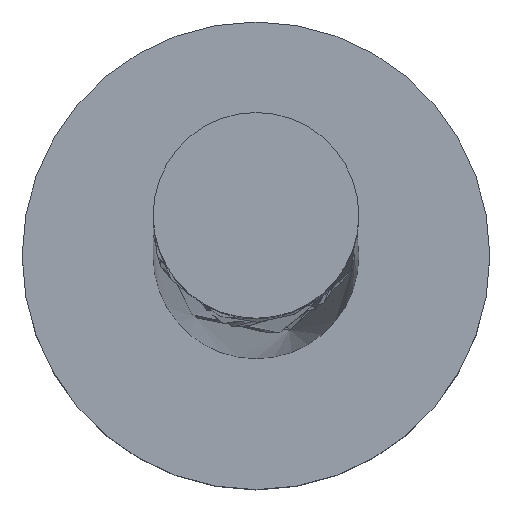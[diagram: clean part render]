
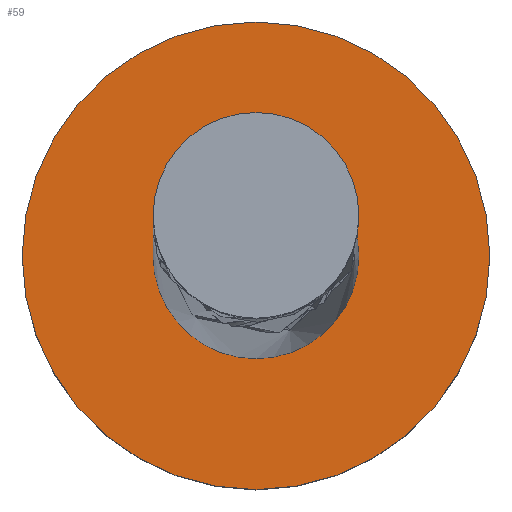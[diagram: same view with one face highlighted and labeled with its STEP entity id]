
A CAD part, top view. The second image highlights one B-rep face of the part: STEP entity #59.
In plain terms, the highlighted planar face has unit normal (0, 0, 1).
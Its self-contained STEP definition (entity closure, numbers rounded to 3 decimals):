
#59 = ADVANCED_FACE ( 'NONE', ( #1427, #758 ), #751, .T. ) ;
#124 = DIRECTION ( 'NONE',  ( 1., 0., 0. ) ) ;
#172 = CARTESIAN_POINT ( 'NONE',  ( 0., 0., 2. ) ) ;
#188 = ORIENTED_EDGE ( 'NONE', *, *, #762, .T. ) ;
#252 = EDGE_LOOP ( 'NONE', ( #188, #303 ) ) ;
#275 = ORIENTED_EDGE ( 'NONE', *, *, #1431, .F. ) ;
#303 = ORIENTED_EDGE ( 'NONE', *, *, #906, .T. ) ;
#444 = CIRCLE ( 'NONE', #935, 1.1 ) ;
#450 = VERTEX_POINT ( 'NONE', #945 ) ;
#453 = DIRECTION ( 'NONE',  ( 1., 0., 0. ) ) ;
#491 = CARTESIAN_POINT ( 'NONE',  ( 0., 0., 2. ) ) ;
#498 = VERTEX_POINT ( 'NONE', #1508 ) ;
#544 = DIRECTION ( 'NONE',  ( 0., 0., 1. ) ) ;
#571 = DIRECTION ( 'NONE',  ( 0., 0., 1. ) ) ;
#616 = CIRCLE ( 'NONE', #1681, 2.5 ) ;
#628 = DIRECTION ( 'NONE',  ( 0., 0., 1. ) ) ;
#731 = EDGE_LOOP ( 'NONE', ( #887, #275 ) ) ;
#743 = DIRECTION ( 'NONE',  ( 1., 0., 0. ) ) ;
#751 = PLANE ( 'NONE',  #1455 ) ;
#758 = FACE_OUTER_BOUND ( 'NONE', #252, .T. ) ;
#762 = EDGE_CURVE ( 'NONE', #498, #450, #1133, .T. ) ;
#819 = AXIS2_PLACEMENT_3D ( 'NONE', #1049, #1586, #923 ) ;
#887 = ORIENTED_EDGE ( 'NONE', *, *, #1023, .F. ) ;
#889 = CARTESIAN_POINT ( 'NONE',  ( 1.1, 0., 2. ) ) ;
#906 = EDGE_CURVE ( 'NONE', #450, #498, #616, .T. ) ;
#923 = DIRECTION ( 'NONE',  ( 1., 0., 0. ) ) ;
#935 = AXIS2_PLACEMENT_3D ( 'NONE', #1140, #1015, #743 ) ;
#941 = CARTESIAN_POINT ( 'NONE',  ( -1.1, 0., 2. ) ) ;
#945 = CARTESIAN_POINT ( 'NONE',  ( 2.5, 0., 2. ) ) ;
#1011 = CARTESIAN_POINT ( 'NONE',  ( 0., 0., 2. ) ) ;
#1015 = DIRECTION ( 'NONE',  ( 0., 0., 1. ) ) ;
#1023 = EDGE_CURVE ( 'NONE', #1663, #1153, #444, .T. ) ;
#1049 = CARTESIAN_POINT ( 'NONE',  ( 0., 0., 2. ) ) ;
#1133 = CIRCLE ( 'NONE', #1290, 2.5 ) ;
#1140 = CARTESIAN_POINT ( 'NONE',  ( 0., 0., 2. ) ) ;
#1152 = DIRECTION ( 'NONE',  ( 1., 0., 0. ) ) ;
#1153 = VERTEX_POINT ( 'NONE', #889 ) ;
#1290 = AXIS2_PLACEMENT_3D ( 'NONE', #172, #571, #453 ) ;
#1427 = FACE_BOUND ( 'NONE', #731, .T. ) ;
#1431 = EDGE_CURVE ( 'NONE', #1153, #1663, #1573, .T. ) ;
#1455 = AXIS2_PLACEMENT_3D ( 'NONE', #491, #628, #1152 ) ;
#1508 = CARTESIAN_POINT ( 'NONE',  ( -2.5, 0., 2. ) ) ;
#1573 = CIRCLE ( 'NONE', #819, 1.1 ) ;
#1586 = DIRECTION ( 'NONE',  ( 0., 0., 1. ) ) ;
#1663 = VERTEX_POINT ( 'NONE', #941 ) ;
#1681 = AXIS2_PLACEMENT_3D ( 'NONE', #1011, #544, #124 ) ;
